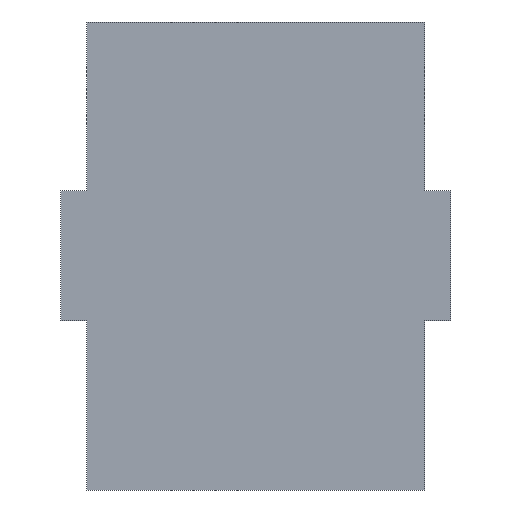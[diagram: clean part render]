
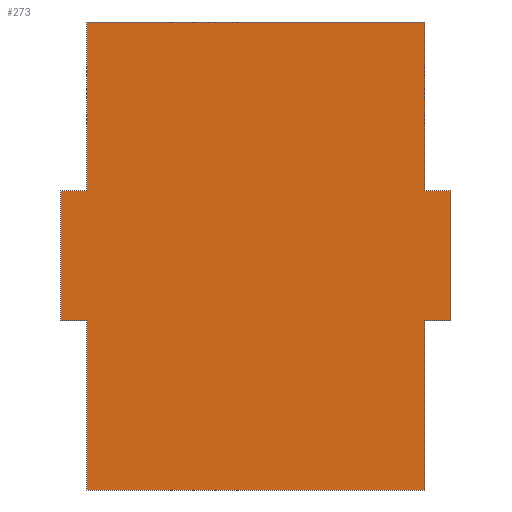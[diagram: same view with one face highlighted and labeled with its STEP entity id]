
A CAD part, front view. The second image highlights one B-rep face of the part: STEP entity #273.
In plain terms, the highlighted planar face has unit normal (0, -1, 0).
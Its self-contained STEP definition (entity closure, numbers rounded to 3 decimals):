
#27=FACE_OUTER_BOUND('',#41,.T.);
#41=EDGE_LOOP('',(#231,#232,#233,#234,#235,#236,#237,#238,#239,#240,#241,
#242));
#46=LINE('',#378,#82);
#48=LINE('',#384,#84);
#51=LINE('',#389,#87);
#55=LINE('',#396,#91);
#59=LINE('',#405,#95);
#61=LINE('',#411,#97);
#65=LINE('',#417,#101);
#66=LINE('',#420,#102);
#71=LINE('',#429,#107);
#72=LINE('',#431,#108);
#77=LINE('',#440,#113);
#78=LINE('',#442,#114);
#82=VECTOR('',#310,10.);
#84=VECTOR('',#314,10.);
#87=VECTOR('',#319,10.);
#91=VECTOR('',#325,10.);
#95=VECTOR('',#331,10.);
#97=VECTOR('',#335,10.);
#101=VECTOR('',#341,10.);
#102=VECTOR('',#344,10.);
#107=VECTOR('',#351,10.);
#108=VECTOR('',#354,10.);
#113=VECTOR('',#363,10.);
#114=VECTOR('',#366,10.);
#116=VERTEX_POINT('',#372);
#118=VERTEX_POINT('',#376);
#119=VERTEX_POINT('',#380);
#121=VERTEX_POINT('',#383);
#124=VERTEX_POINT('',#394);
#126=VERTEX_POINT('',#399);
#128=VERTEX_POINT('',#403);
#129=VERTEX_POINT('',#407);
#131=VERTEX_POINT('',#410);
#133=VERTEX_POINT('',#419);
#136=VERTEX_POINT('',#427);
#138=VERTEX_POINT('',#438);
#142=EDGE_CURVE('',#116,#118,#46,.T.);
#144=EDGE_CURVE('',#119,#121,#48,.T.);
#147=EDGE_CURVE('',#121,#118,#51,.T.);
#151=EDGE_CURVE('',#124,#119,#55,.T.);
#155=EDGE_CURVE('',#126,#128,#59,.T.);
#157=EDGE_CURVE('',#129,#131,#61,.T.);
#161=EDGE_CURVE('',#131,#128,#65,.T.);
#162=EDGE_CURVE('',#126,#133,#66,.T.);
#167=EDGE_CURVE('',#136,#129,#71,.T.);
#168=EDGE_CURVE('',#133,#124,#72,.T.);
#173=EDGE_CURVE('',#136,#138,#77,.T.);
#174=EDGE_CURVE('',#116,#138,#78,.T.);
#231=ORIENTED_EDGE('',*,*,#167,.F.);
#232=ORIENTED_EDGE('',*,*,#173,.T.);
#233=ORIENTED_EDGE('',*,*,#174,.F.);
#234=ORIENTED_EDGE('',*,*,#142,.T.);
#235=ORIENTED_EDGE('',*,*,#147,.F.);
#236=ORIENTED_EDGE('',*,*,#144,.F.);
#237=ORIENTED_EDGE('',*,*,#151,.F.);
#238=ORIENTED_EDGE('',*,*,#168,.F.);
#239=ORIENTED_EDGE('',*,*,#162,.F.);
#240=ORIENTED_EDGE('',*,*,#155,.T.);
#241=ORIENTED_EDGE('',*,*,#161,.F.);
#242=ORIENTED_EDGE('',*,*,#157,.F.);
#259=PLANE('',#301);
#273=ADVANCED_FACE('',(#27),#259,.T.);
#301=AXIS2_PLACEMENT_3D('',#441,#364,#365);
#310=DIRECTION('',(1.,0.,0.));
#314=DIRECTION('',(1.,0.,0.));
#319=DIRECTION('',(0.,0.,-1.));
#325=DIRECTION('',(0.,0.,-1.));
#331=DIRECTION('',(-1.,0.,0.));
#335=DIRECTION('',(-1.,0.,0.));
#341=DIRECTION('',(0.,0.,1.));
#344=DIRECTION('',(0.,0.,1.));
#351=DIRECTION('',(0.,0.,1.));
#354=DIRECTION('',(1.,0.,0.));
#363=DIRECTION('',(1.,0.,0.));
#364=DIRECTION('center_axis',(0.,-1.,0.));
#365=DIRECTION('ref_axis',(0.,0.,-1.));
#366=DIRECTION('',(0.,0.,-1.));
#372=CARTESIAN_POINT('',(130.,0.,0.));
#376=CARTESIAN_POINT('',(140.,0.,0.));
#378=CARTESIAN_POINT('',(130.,0.,0.));
#380=CARTESIAN_POINT('',(130.,0.,50.));
#383=CARTESIAN_POINT('',(140.,0.,50.));
#384=CARTESIAN_POINT('',(130.,0.,50.));
#389=CARTESIAN_POINT('',(140.,0.,50.));
#394=CARTESIAN_POINT('',(130.,0.,115.));
#396=CARTESIAN_POINT('',(130.,0.,50.));
#399=CARTESIAN_POINT('',(0.,0.,50.));
#403=CARTESIAN_POINT('',(-10.,0.,50.));
#405=CARTESIAN_POINT('',(0.,0.,50.));
#407=CARTESIAN_POINT('',(0.,0.,0.));
#410=CARTESIAN_POINT('',(-10.,0.,0.));
#411=CARTESIAN_POINT('',(0.,0.,0.));
#417=CARTESIAN_POINT('',(-10.,0.,0.));
#419=CARTESIAN_POINT('',(0.,0.,115.));
#420=CARTESIAN_POINT('',(0.,0.,50.));
#427=CARTESIAN_POINT('',(0.,0.,-65.));
#429=CARTESIAN_POINT('',(0.,0.,50.));
#431=CARTESIAN_POINT('',(0.,0.,115.));
#438=CARTESIAN_POINT('',(130.,0.,-65.));
#440=CARTESIAN_POINT('',(0.,0.,-65.));
#441=CARTESIAN_POINT('Origin',(0.,0.,115.));
#442=CARTESIAN_POINT('',(130.,0.,50.));
